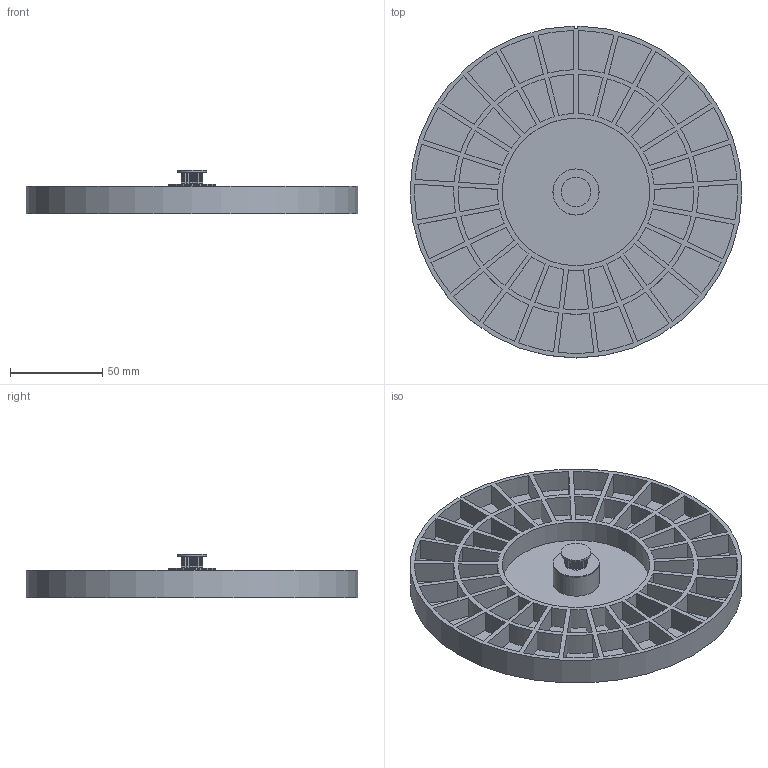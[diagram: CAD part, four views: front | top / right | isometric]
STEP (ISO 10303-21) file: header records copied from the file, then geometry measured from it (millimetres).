
FILE_DESCRIPTION(/* description */ (''),/* implementation_level */ '2;1');
FILE_NAME(/* name */ 'smd_tray.step',/* time_stamp */ '2021-11-13T00:16:25+01:00',/* author */ (''),/* organization */ (''),/* preprocessor_version */ 'ST-DEVELOPER v18.1',/* originating_system */ 'Autodesk Translation Framework v10.10.0.1391',/* authorisation */ '');
FILE_SCHEMA (('AUTOMOTIVE_DESIGN { 1 0 10303 214 3 1 1 }'));
Length unit declared in the file: millimetre
Products named in the file (1): SMD tray
Bounding box: 180 x 179.99 x 23.5 mm (x, y, z)
Volume: 150032.4 mm3; surface area: 106799 mm2
Topology: 1 solids, 1 shells, 388 faces, 989 edges, 659 vertices
Faces by surface type: cylinder 227, plane 161
Full cylindrical faces by diameter (mm): 13.1 x1, 15.1 x1, 16 x1, 25 x2, 80 x1
Entity records: 11951 total; most frequent: DIRECTION 2220, CARTESIAN_POINT 2037, ORIENTED_EDGE 1978, EDGE_CURVE 989, AXIS2_PLACEMENT_3D 842, VERTEX_POINT 659, LINE 536, VECTOR 536
